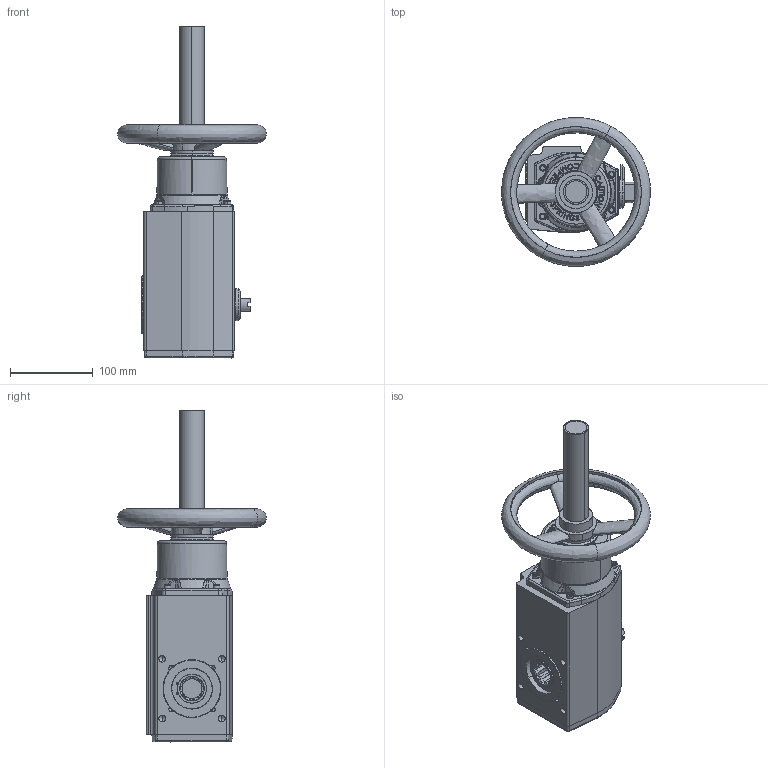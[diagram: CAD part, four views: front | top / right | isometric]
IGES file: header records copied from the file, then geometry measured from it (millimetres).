
Start section: SolidWorks IGES file using analytic representation for surfaces
Global section: file name: 018592.IGS; native system: SolidWorks 2018; preprocessor: SolidWorks 2018; author: sara.marklund; date: 180817.113543; units: millimetre
Bounding box: 180 x 179.96 x 401.2 mm (x, y, z)
Surface area: 183136.5 mm2 (no closed solid volume)
Topology: 0 solids, 0 shells, 1564 faces, 18073 edges, 18036 vertices
Faces by surface type: bspline 962, revolution 602
